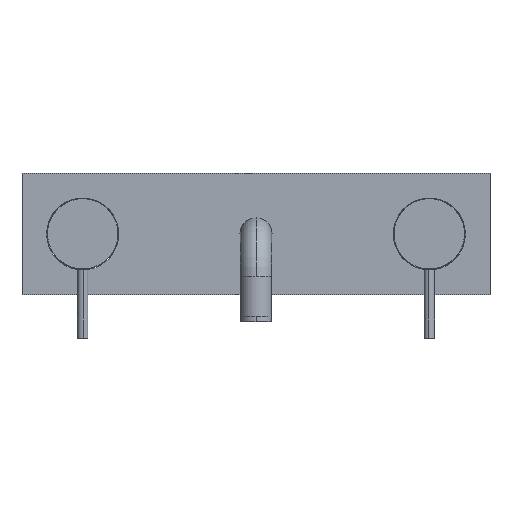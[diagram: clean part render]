
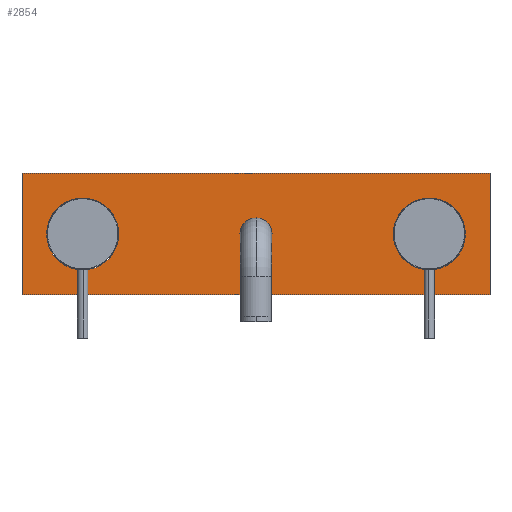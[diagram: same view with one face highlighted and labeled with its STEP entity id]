
A CAD part, top view. The second image highlights one B-rep face of the part: STEP entity #2854.
In plain terms, the highlighted face is planar.
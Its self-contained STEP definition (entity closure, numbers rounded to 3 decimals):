
#8 = VERTEX_POINT ( 'NONE', #5225 ) ;
#35 = ORIENTED_EDGE ( 'NONE', *, *, #1651, .F. ) ;
#152 = EDGE_CURVE ( 'NONE', #3947, #6757, #6687, .T. ) ;
#324 = DIRECTION ( 'NONE',  ( 0., 1., 0. ) ) ;
#330 = ORIENTED_EDGE ( 'NONE', *, *, #5426, .T. ) ;
#394 = CARTESIAN_POINT ( 'NONE',  ( -100., -2., -20.75 ) ) ;
#405 = DIRECTION ( 'NONE',  ( 0., 0., 1. ) ) ;
#449 = LINE ( 'NONE', #3134, #2925 ) ;
#526 = LINE ( 'NONE', #6823, #1765 ) ;
#544 = VECTOR ( 'NONE', #3898, 1000. ) ;
#671 = ORIENTED_EDGE ( 'NONE', *, *, #6968, .F. ) ;
#789 = DIRECTION ( 'NONE',  ( 0., 1., 0. ) ) ;
#830 = EDGE_LOOP ( 'NONE', ( #2530, #4237 ) ) ;
#856 = EDGE_CURVE ( 'NONE', #4248, #4590, #4823, .T. ) ;
#1083 = DIRECTION ( 'NONE',  ( 0., 1., 0. ) ) ;
#1090 = ORIENTED_EDGE ( 'NONE', *, *, #152, .F. ) ;
#1136 = DIRECTION ( 'NONE',  ( 0., 0., 1. ) ) ;
#1149 = ORIENTED_EDGE ( 'NONE', *, *, #5960, .F. ) ;
#1150 = CARTESIAN_POINT ( 'NONE',  ( 0., -2., -9.25 ) ) ;
#1179 = EDGE_CURVE ( 'NONE', #8, #1780, #2568, .T. ) ;
#1236 = VERTEX_POINT ( 'NONE', #6898 ) ;
#1251 = DIRECTION ( 'NONE',  ( 0., 1., 0. ) ) ;
#1322 = ORIENTED_EDGE ( 'NONE', *, *, #3546, .T. ) ;
#1380 = AXIS2_PLACEMENT_3D ( 'NONE', #2358, #3538, #1136 ) ;
#1389 = DIRECTION ( 'NONE',  ( 0., 0., -1. ) ) ;
#1422 = FACE_BOUND ( 'NONE', #830, .T. ) ;
#1460 = ORIENTED_EDGE ( 'NONE', *, *, #6451, .T. ) ;
#1601 = CARTESIAN_POINT ( 'NONE',  ( 135., -2., -35. ) ) ;
#1637 = DIRECTION ( 'NONE',  ( 0., 0., 1. ) ) ;
#1651 = EDGE_CURVE ( 'NONE', #6757, #2219, #449, .T. ) ;
#1765 = VECTOR ( 'NONE', #6224, 1000. ) ;
#1780 = VERTEX_POINT ( 'NONE', #394 ) ;
#1857 = CARTESIAN_POINT ( 'NONE',  ( 100., -2., 0. ) ) ;
#1904 = CARTESIAN_POINT ( 'NONE',  ( 100., -2., 0. ) ) ;
#1975 = CARTESIAN_POINT ( 'NONE',  ( 0., -2., 9.25 ) ) ;
#1996 = CIRCLE ( 'NONE', #3283, 20.75 ) ;
#2028 = DIRECTION ( 'NONE',  ( 1., 0., 0. ) ) ;
#2219 = VERTEX_POINT ( 'NONE', #3296 ) ;
#2358 = CARTESIAN_POINT ( 'NONE',  ( -100., -2., 0. ) ) ;
#2408 = CARTESIAN_POINT ( 'NONE',  ( 0., -2., 0. ) ) ;
#2530 = ORIENTED_EDGE ( 'NONE', *, *, #4795, .T. ) ;
#2554 = AXIS2_PLACEMENT_3D ( 'NONE', #1857, #1251, #5792 ) ;
#2568 = CIRCLE ( 'NONE', #1380, 20.75 ) ;
#2854 = ADVANCED_FACE ( 'NONE', ( #5993, #4855, #1422, #5961 ), #7111, .F. ) ;
#2868 = CARTESIAN_POINT ( 'NONE',  ( 100., -2., -20.75 ) ) ;
#2925 = VECTOR ( 'NONE', #405, 1000. ) ;
#3074 = CIRCLE ( 'NONE', #7240, 9.25 ) ;
#3134 = CARTESIAN_POINT ( 'NONE',  ( -135., -2., 35. ) ) ;
#3283 = AXIS2_PLACEMENT_3D ( 'NONE', #1904, #789, #4838 ) ;
#3296 = CARTESIAN_POINT ( 'NONE',  ( -135., -2., 35. ) ) ;
#3388 = EDGE_LOOP ( 'NONE', ( #35, #1090, #1149, #671 ) ) ;
#3423 = AXIS2_PLACEMENT_3D ( 'NONE', #5408, #324, #2028 ) ;
#3538 = DIRECTION ( 'NONE',  ( 0., 1., 0. ) ) ;
#3546 = EDGE_CURVE ( 'NONE', #5430, #4845, #3074, .T. ) ;
#3753 = DIRECTION ( 'NONE',  ( 0., 1., 0. ) ) ;
#3824 = CARTESIAN_POINT ( 'NONE',  ( 0., -2., 0. ) ) ;
#3895 = AXIS2_PLACEMENT_3D ( 'NONE', #5371, #3753, #6024 ) ;
#3898 = DIRECTION ( 'NONE',  ( -1., 0., 0. ) ) ;
#3947 = VERTEX_POINT ( 'NONE', #5679 ) ;
#4225 = CARTESIAN_POINT ( 'NONE',  ( -135., -2., -35. ) ) ;
#4237 = ORIENTED_EDGE ( 'NONE', *, *, #856, .T. ) ;
#4248 = VERTEX_POINT ( 'NONE', #2868 ) ;
#4590 = VERTEX_POINT ( 'NONE', #6170 ) ;
#4795 = EDGE_CURVE ( 'NONE', #4590, #4248, #1996, .T. ) ;
#4823 = CIRCLE ( 'NONE', #2554, 20.75 ) ;
#4838 = DIRECTION ( 'NONE',  ( 0., 0., 1. ) ) ;
#4845 = VERTEX_POINT ( 'NONE', #1975 ) ;
#4855 = FACE_BOUND ( 'NONE', #4997, .T. ) ;
#4904 = AXIS2_PLACEMENT_3D ( 'NONE', #3824, #1083, #1637 ) ;
#4997 = EDGE_LOOP ( 'NONE', ( #5475, #1460 ) ) ;
#5018 = CIRCLE ( 'NONE', #4904, 9.25 ) ;
#5225 = CARTESIAN_POINT ( 'NONE',  ( -100., -2., 20.75 ) ) ;
#5370 = VECTOR ( 'NONE', #1389, 1000. ) ;
#5371 = CARTESIAN_POINT ( 'NONE',  ( -100., -2., 0. ) ) ;
#5408 = CARTESIAN_POINT ( 'NONE',  ( 0., -2., 0. ) ) ;
#5426 = EDGE_CURVE ( 'NONE', #4845, #5430, #5018, .T. ) ;
#5430 = VERTEX_POINT ( 'NONE', #1150 ) ;
#5475 = ORIENTED_EDGE ( 'NONE', *, *, #1179, .T. ) ;
#5679 = CARTESIAN_POINT ( 'NONE',  ( 135., -2., -35. ) ) ;
#5792 = DIRECTION ( 'NONE',  ( 0., 0., 1. ) ) ;
#5939 = DIRECTION ( 'NONE',  ( 0., 0., 1. ) ) ;
#5960 = EDGE_CURVE ( 'NONE', #1236, #3947, #6514, .T. ) ;
#5961 = FACE_OUTER_BOUND ( 'NONE', #3388, .T. ) ;
#5993 = FACE_BOUND ( 'NONE', #7276, .T. ) ;
#6024 = DIRECTION ( 'NONE',  ( 0., 0., 1. ) ) ;
#6170 = CARTESIAN_POINT ( 'NONE',  ( 100., -2., 20.75 ) ) ;
#6224 = DIRECTION ( 'NONE',  ( 1., 0., 0. ) ) ;
#6451 = EDGE_CURVE ( 'NONE', #1780, #8, #7104, .T. ) ;
#6452 = DIRECTION ( 'NONE',  ( 0., 1., 0. ) ) ;
#6474 = CARTESIAN_POINT ( 'NONE',  ( 135., -2., 35. ) ) ;
#6514 = LINE ( 'NONE', #6474, #5370 ) ;
#6687 = LINE ( 'NONE', #1601, #544 ) ;
#6757 = VERTEX_POINT ( 'NONE', #4225 ) ;
#6823 = CARTESIAN_POINT ( 'NONE',  ( 135., -2., 35. ) ) ;
#6898 = CARTESIAN_POINT ( 'NONE',  ( 135., -2., 35. ) ) ;
#6968 = EDGE_CURVE ( 'NONE', #2219, #1236, #526, .T. ) ;
#7104 = CIRCLE ( 'NONE', #3895, 20.75 ) ;
#7111 = PLANE ( 'NONE',  #3423 ) ;
#7240 = AXIS2_PLACEMENT_3D ( 'NONE', #2408, #6452, #5939 ) ;
#7276 = EDGE_LOOP ( 'NONE', ( #330, #1322 ) ) ;
